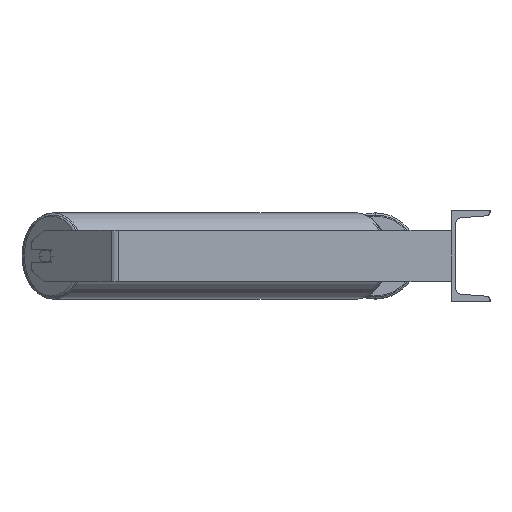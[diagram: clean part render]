
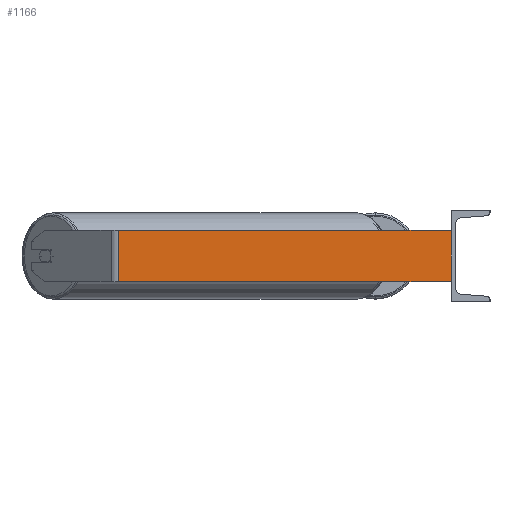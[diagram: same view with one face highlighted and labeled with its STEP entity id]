
A CAD part, left-side view. The second image highlights one B-rep face of the part: STEP entity #1166.
In plain terms, the highlighted planar face has unit normal (-1, 0, 0).
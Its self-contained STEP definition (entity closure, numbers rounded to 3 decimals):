
#462 = VERTEX_POINT ( 'NONE', #1221 ) ;
#838 = VECTOR ( 'NONE', #4472, 1000. ) ;
#974 = PLANE ( 'NONE',  #6160 ) ;
#1166 = ADVANCED_FACE ( 'NONE', ( #7231 ), #974, .F. ) ;
#1221 = CARTESIAN_POINT ( 'NONE',  ( -985., 512.565, -40. ) ) ;
#1698 = ORIENTED_EDGE ( 'NONE', *, *, #8968, .F. ) ;
#1871 = CARTESIAN_POINT ( 'NONE',  ( -985., 0., 40. ) ) ;
#2151 = DIRECTION ( 'NONE',  ( 0., -1., 0. ) ) ;
#2261 = CARTESIAN_POINT ( 'NONE',  ( -985., 0., -40. ) ) ;
#2279 = CARTESIAN_POINT ( 'NONE',  ( -985., 512.565, 40. ) ) ;
#2296 = VECTOR ( 'NONE', #2151, 1000. ) ;
#2431 = EDGE_CURVE ( 'NONE', #7759, #3685, #6044, .T. ) ;
#3452 = DIRECTION ( 'NONE',  ( 0., 0., -1. ) ) ;
#3685 = VERTEX_POINT ( 'NONE', #2261 ) ;
#3723 = DIRECTION ( 'NONE',  ( 0., 1., 0. ) ) ;
#3929 = VERTEX_POINT ( 'NONE', #2279 ) ;
#4472 = DIRECTION ( 'NONE',  ( 0., 0., -1. ) ) ;
#4648 = EDGE_CURVE ( 'NONE', #462, #3685, #7873, .T. ) ;
#4815 = VECTOR ( 'NONE', #3452, 1000. ) ;
#4827 = EDGE_CURVE ( 'NONE', #3929, #462, #6970, .T. ) ;
#4964 = DIRECTION ( 'NONE',  ( 1., 0., 0. ) ) ;
#5160 = CARTESIAN_POINT ( 'NONE',  ( -985., 519.192, 40. ) ) ;
#5328 = ORIENTED_EDGE ( 'NONE', *, *, #4827, .T. ) ;
#6044 = LINE ( 'NONE', #1871, #4815 ) ;
#6111 = DIRECTION ( 'NONE',  ( 0., -1., 0. ) ) ;
#6160 = AXIS2_PLACEMENT_3D ( 'NONE', #5160, #4964, #3723 ) ;
#6288 = CARTESIAN_POINT ( 'NONE',  ( -985., 512.565, 40. ) ) ;
#6382 = ORIENTED_EDGE ( 'NONE', *, *, #2431, .F. ) ;
#6617 = CARTESIAN_POINT ( 'NONE',  ( -985., 0., 40. ) ) ;
#6970 = LINE ( 'NONE', #6288, #838 ) ;
#7202 = ORIENTED_EDGE ( 'NONE', *, *, #4648, .T. ) ;
#7231 = FACE_OUTER_BOUND ( 'NONE', #8028, .T. ) ;
#7759 = VERTEX_POINT ( 'NONE', #6617 ) ;
#7776 = CARTESIAN_POINT ( 'NONE',  ( -985., 519.192, -40. ) ) ;
#7873 = LINE ( 'NONE', #7776, #2296 ) ;
#8028 = EDGE_LOOP ( 'NONE', ( #7202, #6382, #1698, #5328 ) ) ;
#8170 = VECTOR ( 'NONE', #6111, 1000. ) ;
#8896 = CARTESIAN_POINT ( 'NONE',  ( -985., 519.192, 40. ) ) ;
#8936 = LINE ( 'NONE', #8896, #8170 ) ;
#8968 = EDGE_CURVE ( 'NONE', #3929, #7759, #8936, .T. ) ;
